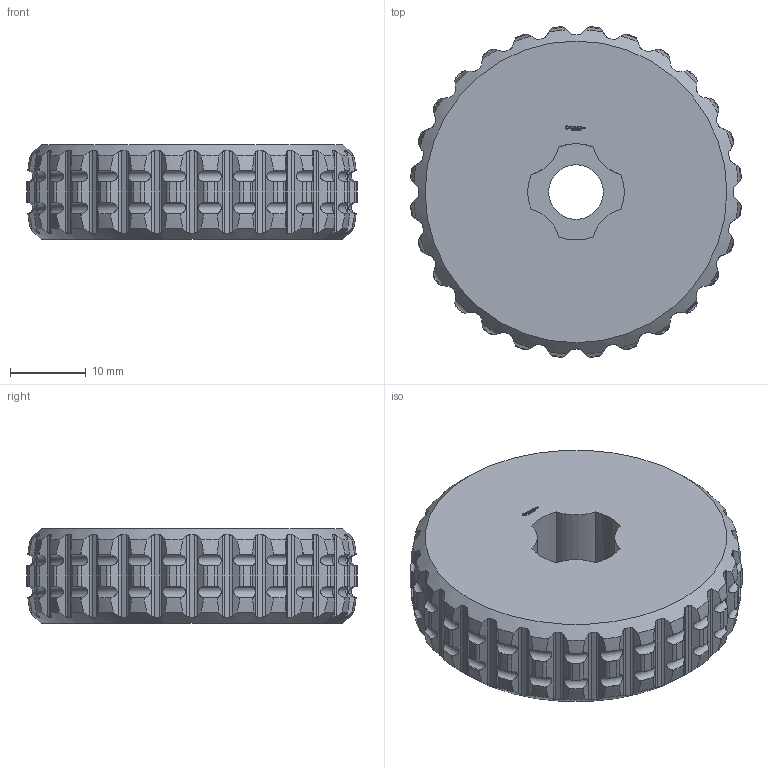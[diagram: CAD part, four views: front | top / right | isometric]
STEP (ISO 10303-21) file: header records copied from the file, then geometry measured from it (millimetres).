
FILE_DESCRIPTION(('FreeCAD Model'),'2;1');
FILE_NAME('Open CASCADE Shape Model','2023-12-20T18:53:41',(''),(''), 'Open CASCADE STEP processor 7.6','FreeCAD','Unknown');
FILE_SCHEMA(('AUTOMOTIVE_DESIGN { 1 0 10303 214 1 1 1 1 }'));
Length unit declared in the file: millimetre
Products named in the file (1): Wheel GND TTRD PLN BU03.50x01.00 - SPN-WHL-0007 (stemfie.org)
Bounding box: 43.57 x 43.57 x 12.5 mm (x, y, z)
Volume: 16159 mm3; surface area: 5093.3 mm2
Topology: 1 solids, 1 shells, 1021 faces, 2930 edges, 1952 vertices
Faces by surface type: plane 401, cylinder 265, cone 125, extrusion 118, revolution 56, torus 56
Full cylindrical faces by diameter (mm): 2 x4, 7.2 x1
Entity records: 103862 total; most frequent: CARTESIAN_POINT 43769, DIRECTION 7900, ORIENTED_EDGE 5860, PCURVE 5860, DEFINITIONAL_REPRESENTATION 5860, VECTOR 4866, LINE 4748, B_SPLINE_CURVE_WITH_KNOTS 3466
